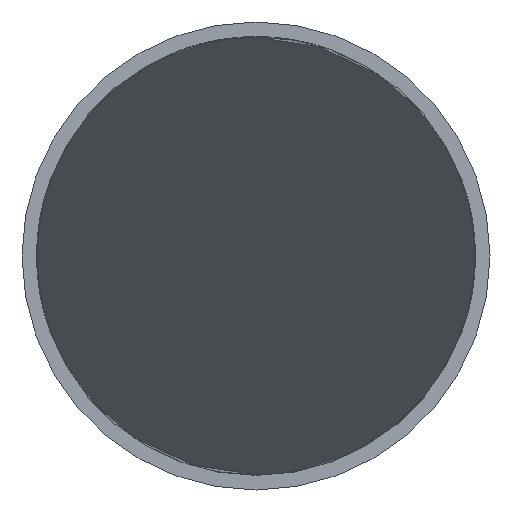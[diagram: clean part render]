
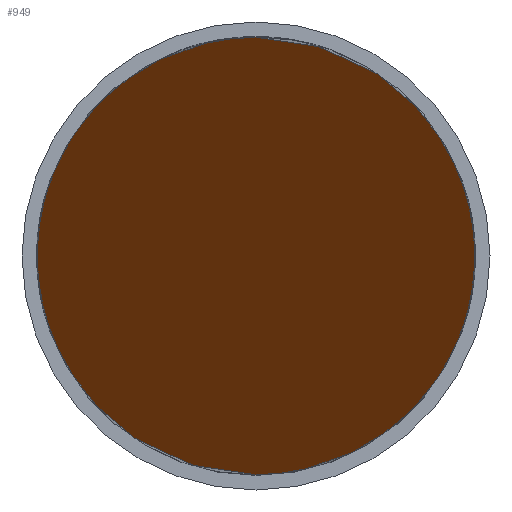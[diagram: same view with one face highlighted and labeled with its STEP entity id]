
A CAD part, front view. The second image highlights one B-rep face of the part: STEP entity #949.
In plain terms, the highlighted planar face has unit normal (-0.866, -0.5, 0).
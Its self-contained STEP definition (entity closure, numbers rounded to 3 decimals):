
#79 = EDGE_LOOP ( 'NONE', ( #2597, #2417 ) ) ;
#102 = CARTESIAN_POINT ( 'NONE',  ( -2.99, -15.232, 1.495 ) ) ;
#178 = EDGE_CURVE ( 'Defeature ausgef�hrt1_0+Defeature ausgef�hrt1_6+Defeature ausgef�hrt1_6+Defeature ausgef�hrt1_6', #3493, #2117, #1506, .T. ) ;
#507 = CARTESIAN_POINT ( 'NONE',  ( 2.99, -25.589, -1.495 ) ) ;
#802 = CARTESIAN_POINT ( 'NONE',  ( 0., -20.411, -1.495 ) ) ;
#843 = CARTESIAN_POINT ( 'NONE',  ( 0., -20.411, 1.495 ) ) ;
#949 = ADVANCED_FACE ( 'Defeature ausgef�hrt1_6', ( #1895 ), #2674, .F. ) ;
#1264 = DIRECTION ( 'NONE',  ( -0.5, 0.866, 0. ) ) ;
#1348 = CARTESIAN_POINT ( 'NONE',  ( 0., -20.411, -1.495 ) ) ;
#1360 = CARTESIAN_POINT ( 'NONE',  ( 2.99, -25.589, 1.495 ) ) ;
#1506 =( BOUNDED_CURVE ( )  B_SPLINE_CURVE ( 3, ( #843, #1360, #507, #802 ),
 .UNSPECIFIED., .F., .F. ) 
 B_SPLINE_CURVE_WITH_KNOTS ( ( 4, 4 ),
 ( 1.571, 4.712 ),
 .UNSPECIFIED. ) 
 CURVE ( )  GEOMETRIC_REPRESENTATION_ITEM ( )  RATIONAL_B_SPLINE_CURVE ( ( 1., 0.333, 0.333, 1. ) ) 
 REPRESENTATION_ITEM ( '' )  );
#1895 = FACE_OUTER_BOUND ( 'NONE', #79, .T. ) ;
#2068 = CARTESIAN_POINT ( 'NONE',  ( -2.99, -15.232, -1.495 ) ) ;
#2117 = VERTEX_POINT ( 'NONE', #1348 ) ;
#2144 = CARTESIAN_POINT ( 'NONE',  ( 0., -20.411, -1.495 ) ) ;
#2397 = DIRECTION ( 'NONE',  ( 0.866, 0.5, 0. ) ) ;
#2417 = ORIENTED_EDGE ( 'NONE', *, *, #3549, .F. ) ;
#2597 = ORIENTED_EDGE ( 'NONE', *, *, #178, .F. ) ;
#2674 = PLANE ( 'NONE',  #3081 ) ;
#2892 = CARTESIAN_POINT ( 'NONE',  ( 0., -20.411, 1.495 ) ) ;
#2978 = CARTESIAN_POINT ( 'NONE',  ( -1.495, -17.821, -1.6 ) ) ;
#3081 = AXIS2_PLACEMENT_3D ( 'NONE', #2978, #2397, #1264 ) ;
#3386 = CARTESIAN_POINT ( 'NONE',  ( 0., -20.411, 1.495 ) ) ;
#3493 = VERTEX_POINT ( 'NONE', #3386 ) ;
#3549 = EDGE_CURVE ( 'Defeature ausgef�hrt1_0+Defeature ausgef�hrt1_6+Defeature ausgef�hrt1_6+Defeature ausgef�hrt1_6', #2117, #3493, #3550, .T. ) ;
#3550 =( BOUNDED_CURVE ( )  B_SPLINE_CURVE ( 3, ( #2144, #2068, #102, #2892 ),
 .UNSPECIFIED., .F., .F. ) 
 B_SPLINE_CURVE_WITH_KNOTS ( ( 4, 4 ),
 ( 4.712, 7.854 ),
 .UNSPECIFIED. ) 
 CURVE ( )  GEOMETRIC_REPRESENTATION_ITEM ( )  RATIONAL_B_SPLINE_CURVE ( ( 1., 0.333, 0.333, 1. ) ) 
 REPRESENTATION_ITEM ( '' )  );
